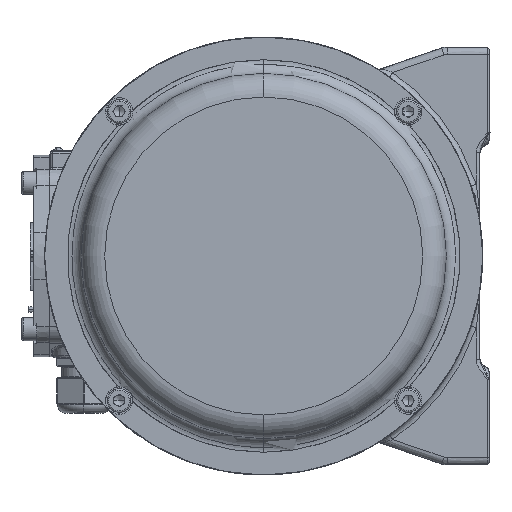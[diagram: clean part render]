
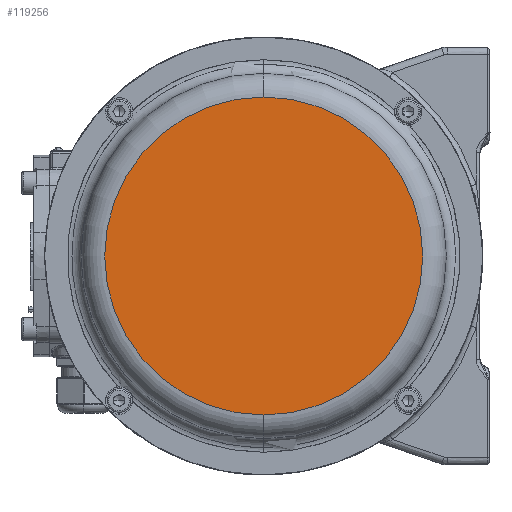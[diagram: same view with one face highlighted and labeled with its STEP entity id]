
A CAD part, left-side view. The second image highlights one B-rep face of the part: STEP entity #119256.
In plain terms, the highlighted planar face has unit normal (-1, 0, 0).
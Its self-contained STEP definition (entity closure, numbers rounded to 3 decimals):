
#8390 = CARTESIAN_POINT ( 'NONE',  ( -224.358, 36.108, 87.5 ) ) ;
#8392 = CARTESIAN_POINT ( 'NONE',  ( -224.358, 36.108, -87.5 ) ) ;
#31699 = CIRCLE ( 'NONE', #125070, 87.5 ) ;
#62296 = EDGE_CURVE ( 'NONE', #173489, #173490, #31699, .T. ) ;
#62466 = EDGE_CURVE ( 'NONE', #173490, #173489, #96681, .T. ) ;
#70490 = ORIENTED_EDGE ( 'NONE', *, *, #62296, .F. ) ;
#70491 = ORIENTED_EDGE ( 'NONE', *, *, #62466, .F. ) ;
#94205 = CARTESIAN_POINT ( 'NONE',  ( -224.358, 36.108, 0. ) ) ;
#94207 = DIRECTION ( 'NONE',  ( 1., 0., 0. ) ) ;
#94209 = DIRECTION ( 'NONE',  ( 0., 0., 1. ) ) ;
#94622 = CARTESIAN_POINT ( 'NONE',  ( -224.358, 36.108, 0. ) ) ;
#94628 = DIRECTION ( 'NONE',  ( 1., 0., 0. ) ) ;
#94629 = DIRECTION ( 'NONE',  ( 0., 0., 1. ) ) ;
#96681 = CIRCLE ( 'NONE', #125108, 87.5 ) ;
#119256 = ADVANCED_FACE ( 'NONE', ( #134234 ), #139527, .F. ) ;
#125070 = AXIS2_PLACEMENT_3D ( 'NONE', #94205, #94207, #94209 ) ;
#125108 = AXIS2_PLACEMENT_3D ( 'NONE', #94622, #94628, #94629 ) ;
#125212 = AXIS2_PLACEMENT_3D ( 'NONE', #139523, #139547, #139549 ) ;
#134234 = FACE_OUTER_BOUND ( 'NONE', #186741, .T. ) ;
#139523 = CARTESIAN_POINT ( 'NONE',  ( -224.358, -51.392, 0. ) ) ;
#139527 = PLANE ( 'NONE',  #125212 ) ;
#139547 = DIRECTION ( 'NONE',  ( 1., 0., 0. ) ) ;
#139549 = DIRECTION ( 'NONE',  ( 0., 0., 1. ) ) ;
#173489 = VERTEX_POINT ( 'NONE', #8390 ) ;
#173490 = VERTEX_POINT ( 'NONE', #8392 ) ;
#186741 = EDGE_LOOP ( 'NONE', ( #70490, #70491 ) ) ;
